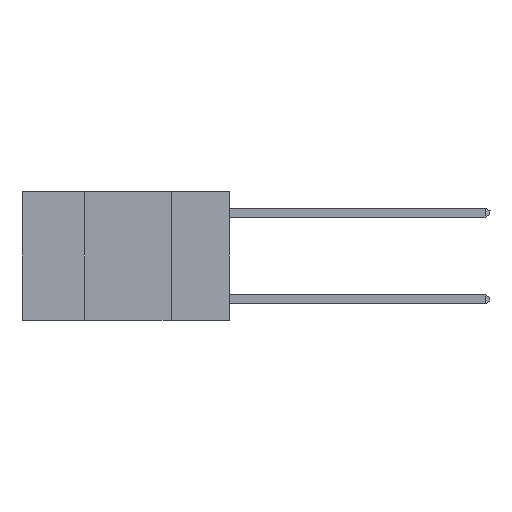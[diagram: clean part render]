
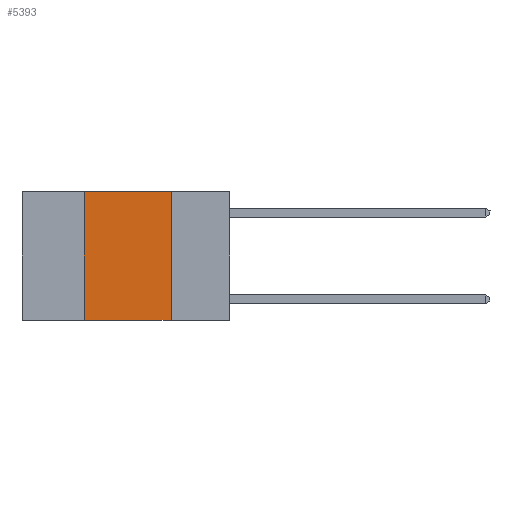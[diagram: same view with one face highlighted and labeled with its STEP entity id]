
A CAD part, left-side view. The second image highlights one B-rep face of the part: STEP entity #5393.
In plain terms, the highlighted planar face has unit normal (-1, 0, 0).
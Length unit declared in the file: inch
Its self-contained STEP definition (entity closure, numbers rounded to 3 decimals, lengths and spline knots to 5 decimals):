
#99 = ORIENTED_EDGE ( 'NONE', *, *, #15858, .F. ) ;
#494 = VECTOR ( 'NONE', #21819, 39.37008 ) ;
#1438 = CARTESIAN_POINT ( 'NONE',  ( 0., 0.42, -0.37 ) ) ;
#1478 = LINE ( 'NONE', #17537, #10576 ) ;
#1636 = AXIS2_PLACEMENT_3D ( 'NONE', #13681, #10118, #22735 ) ;
#1657 = CARTESIAN_POINT ( 'NONE',  ( 0., 0.6, -0.37 ) ) ;
#2384 = ORIENTED_EDGE ( 'NONE', *, *, #19958, .F. ) ;
#3505 = CARTESIAN_POINT ( 'NONE',  ( 0., 0.17, 0. ) ) ;
#3816 = CARTESIAN_POINT ( 'NONE',  ( 0., 0.6, 0. ) ) ;
#5019 = LINE ( 'NONE', #18121, #14065 ) ;
#5255 = DIRECTION ( 'NONE',  ( 0., -1., 0. ) ) ;
#5393 = ADVANCED_FACE ( 'NONE', ( #16533 ), #20936, .F. ) ;
#7077 = LINE ( 'NONE', #3816, #494 ) ;
#7664 = VECTOR ( 'NONE', #5255, 39.37008 ) ;
#8237 = LINE ( 'NONE', #1657, #7664 ) ;
#8548 = VERTEX_POINT ( 'NONE', #12583 ) ;
#10118 = DIRECTION ( 'NONE',  ( 1., 0., 0. ) ) ;
#10576 = VECTOR ( 'NONE', #19350, 39.37008 ) ;
#11049 = EDGE_CURVE ( 'NONE', #8548, #19516, #7077, .T. ) ;
#12051 = ORIENTED_EDGE ( 'NONE', *, *, #21459, .T. ) ;
#12583 = CARTESIAN_POINT ( 'NONE',  ( 0., 0.42, 0. ) ) ;
#13681 = CARTESIAN_POINT ( 'NONE',  ( 0., 0.6, 0. ) ) ;
#14065 = VECTOR ( 'NONE', #19946, 39.37008 ) ;
#15045 = VERTEX_POINT ( 'NONE', #21339 ) ;
#15858 = EDGE_CURVE ( 'NONE', #19516, #15045, #5019, .T. ) ;
#16533 = FACE_OUTER_BOUND ( 'NONE', #22015, .T. ) ;
#17537 = CARTESIAN_POINT ( 'NONE',  ( 0., 0.42, 0. ) ) ;
#18121 = CARTESIAN_POINT ( 'NONE',  ( 0., 0.17, 0. ) ) ;
#19350 = DIRECTION ( 'NONE',  ( 0., 0., 1. ) ) ;
#19516 = VERTEX_POINT ( 'NONE', #3505 ) ;
#19946 = DIRECTION ( 'NONE',  ( 0., 0., -1. ) ) ;
#19958 = EDGE_CURVE ( 'NONE', #20765, #8548, #1478, .T. ) ;
#20514 = ORIENTED_EDGE ( 'NONE', *, *, #11049, .F. ) ;
#20765 = VERTEX_POINT ( 'NONE', #1438 ) ;
#20936 = PLANE ( 'NONE',  #1636 ) ;
#21339 = CARTESIAN_POINT ( 'NONE',  ( 0., 0.17, -0.37 ) ) ;
#21459 = EDGE_CURVE ( 'NONE', #20765, #15045, #8237, .T. ) ;
#21819 = DIRECTION ( 'NONE',  ( 0., -1., 0. ) ) ;
#22015 = EDGE_LOOP ( 'NONE', ( #99, #20514, #2384, #12051 ) ) ;
#22735 = DIRECTION ( 'NONE',  ( 0., 0., -1. ) ) ;
